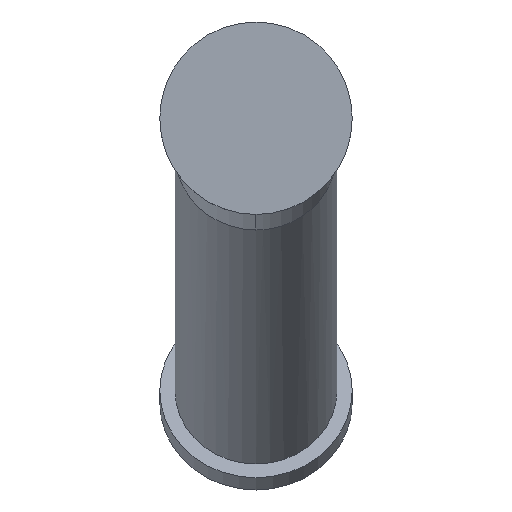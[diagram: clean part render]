
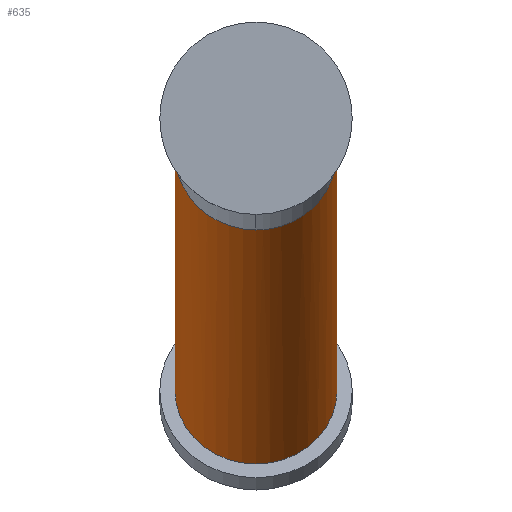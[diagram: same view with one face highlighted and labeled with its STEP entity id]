
A CAD part, top view. The second image highlights one B-rep face of the part: STEP entity #635.
In plain terms, the highlighted cylindrical face has radius 84.15 mm (diameter 168.3 mm), a partial arc.
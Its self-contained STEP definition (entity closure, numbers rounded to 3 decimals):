
#85 =( BOUNDED_CURVE ( )  B_SPLINE_CURVE ( 3, ( #2166, #1462, #1675, #906 ),
 .UNSPECIFIED., .F., .T. ) 
 B_SPLINE_CURVE_WITH_KNOTS ( ( 4, 4 ),
 ( 1.571, 3.142 ),
 .UNSPECIFIED. ) 
 CURVE ( )  GEOMETRIC_REPRESENTATION_ITEM ( )  RATIONAL_B_SPLINE_CURVE ( ( 1., 0.805, 0.805, 1. ) ) 
 REPRESENTATION_ITEM ( '' )  );
#141 = EDGE_LOOP ( 'NONE', ( #624, #1857, #1458, #2042, #646 ) ) ;
#205 = CARTESIAN_POINT ( 'NONE',  ( 84.15, -35.556, -272.521 ) ) ;
#256 = CIRCLE ( 'NONE', #2336, 84.15 ) ;
#276 = DIRECTION ( 'NONE',  ( 0., -0.423, -0.906 ) ) ;
#316 = CARTESIAN_POINT ( 'NONE',  ( -84.15, -82.513, -256.581 ) ) ;
#359 = CARTESIAN_POINT ( 'NONE',  ( 84.15, -281.578, -800.118 ) ) ;
#365 = CARTESIAN_POINT ( 'NONE',  ( -84.15, -35.556, -272.521 ) ) ;
#409 = EDGE_CURVE ( 'NONE', #1819, #1065, #1969, .T. ) ;
#449 = DIRECTION ( 'NONE',  ( -1., 0., 0. ) ) ;
#493 = VERTEX_POINT ( 'NONE', #365 ) ;
#524 =( BOUNDED_CURVE ( )  B_SPLINE_CURVE ( 3, ( #1083, #1975, #316, #1621 ),
 .UNSPECIFIED., .F., .T. ) 
 B_SPLINE_CURVE_WITH_KNOTS ( ( 4, 4 ),
 ( 3.142, 4.712 ),
 .UNSPECIFIED. ) 
 CURVE ( )  GEOMETRIC_REPRESENTATION_ITEM ( )  RATIONAL_B_SPLINE_CURVE ( ( 1., 0.805, 0.805, 1. ) ) 
 REPRESENTATION_ITEM ( '' )  );
#596 = DIRECTION ( 'NONE',  ( 1., 0., 0. ) ) ;
#624 = ORIENTED_EDGE ( 'NONE', *, *, #409, .F. ) ;
#635 = ADVANCED_FACE ( 'Defeatured_0_11', ( #1359 ), #1189, .T. ) ;
#646 = ORIENTED_EDGE ( 'NONE', *, *, #1282, .T. ) ;
#665 = CARTESIAN_POINT ( 'NONE',  ( -84.15, -281.578, -800.118 ) ) ;
#695 = VERTEX_POINT ( 'NONE', #665 ) ;
#816 = VECTOR ( 'NONE', #1147, 1000. ) ;
#836 = CARTESIAN_POINT ( 'NONE',  ( 0., -115.717, -245.31 ) ) ;
#906 = CARTESIAN_POINT ( 'NONE',  ( 0., -115.717, -245.31 ) ) ;
#959 = CARTESIAN_POINT ( 'NONE',  ( -84.15, -246.865, -725.675 ) ) ;
#1065 = VERTEX_POINT ( 'NONE', #359 ) ;
#1083 = CARTESIAN_POINT ( 'NONE',  ( 0., -115.717, -245.31 ) ) ;
#1102 = CARTESIAN_POINT ( 'NONE',  ( 84.15, -246.865, -725.675 ) ) ;
#1147 = DIRECTION ( 'NONE',  ( 0., -0.423, -0.906 ) ) ;
#1189 = CYLINDRICAL_SURFACE ( 'NONE', #1847, 84.15 ) ;
#1252 = LINE ( 'NONE', #959, #816 ) ;
#1282 = EDGE_CURVE ( 'Defeatured_0_11+Defeatured_0_13+Defeatured_0_13+Defeatured_0_13', #695, #1065, #256, .T. ) ;
#1302 = DIRECTION ( 'NONE',  ( 0., -0.423, -0.906 ) ) ;
#1344 = CARTESIAN_POINT ( 'NONE',  ( 0., -281.578, -800.118 ) ) ;
#1359 = FACE_OUTER_BOUND ( 'NONE', #141, .T. ) ;
#1396 = CARTESIAN_POINT ( 'NONE',  ( 0., -246.865, -725.675 ) ) ;
#1410 = EDGE_CURVE ( 'Defeatured_0_11+Defeatured_0_15+Defeatured_0_15+Defeatured_0_15', #2218, #493, #524, .T. ) ;
#1458 = ORIENTED_EDGE ( 'NONE', *, *, #1410, .T. ) ;
#1462 = CARTESIAN_POINT ( 'NONE',  ( 84.15, -82.513, -256.581 ) ) ;
#1467 = EDGE_CURVE ( 'Defeatured_0_11+Defeatured_0_15+Defeatured_0_15+Defeatured_0_15', #1819, #2218, #85, .T. ) ;
#1503 = VECTOR ( 'NONE', #1302, 1000. ) ;
#1621 = CARTESIAN_POINT ( 'NONE',  ( -84.15, -35.556, -272.521 ) ) ;
#1675 = CARTESIAN_POINT ( 'NONE',  ( 49.294, -115.717, -245.31 ) ) ;
#1721 = DIRECTION ( 'NONE',  ( 0., 0.423, 0.906 ) ) ;
#1743 = EDGE_CURVE ( 'NONE', #493, #695, #1252, .T. ) ;
#1819 = VERTEX_POINT ( 'NONE', #205 ) ;
#1847 = AXIS2_PLACEMENT_3D ( 'NONE', #1396, #276, #449 ) ;
#1857 = ORIENTED_EDGE ( 'NONE', *, *, #1467, .T. ) ;
#1969 = LINE ( 'NONE', #1102, #1503 ) ;
#1975 = CARTESIAN_POINT ( 'NONE',  ( -49.294, -115.717, -245.31 ) ) ;
#2042 = ORIENTED_EDGE ( 'NONE', *, *, #1743, .T. ) ;
#2166 = CARTESIAN_POINT ( 'NONE',  ( 84.15, -35.556, -272.521 ) ) ;
#2218 = VERTEX_POINT ( 'NONE', #836 ) ;
#2336 = AXIS2_PLACEMENT_3D ( 'NONE', #1344, #1721, #596 ) ;
